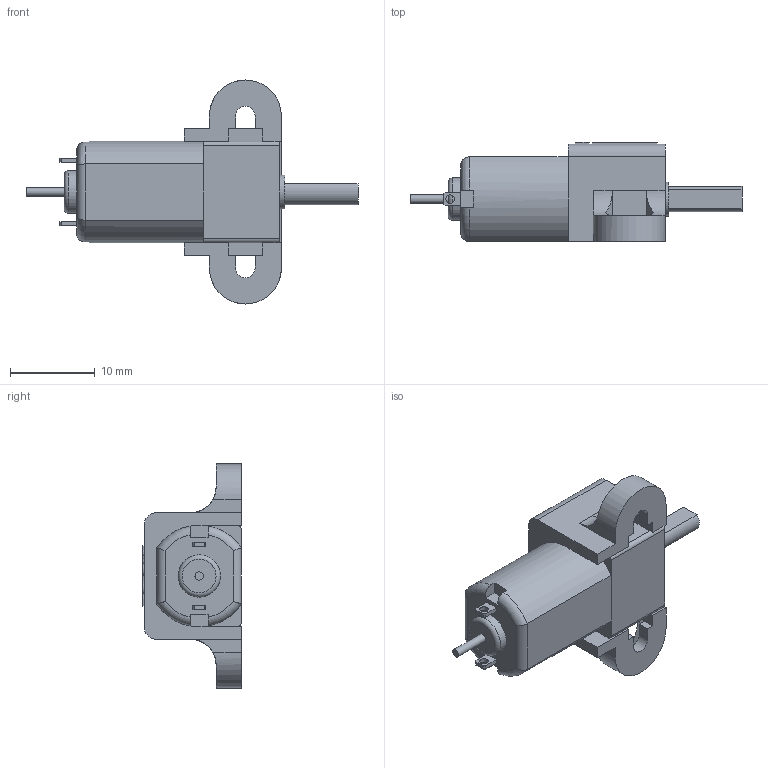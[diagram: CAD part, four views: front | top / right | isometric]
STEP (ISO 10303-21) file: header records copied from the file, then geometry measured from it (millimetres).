
FILE_DESCRIPTION(/* description */ (''),/* implementation_level */ '2;1');
FILE_NAME(/* name */ 'gearmotor_with_bracket v1.step',/* time_stamp */ '2019-06-07T11:05:54+02:00',/* author */ (''),/* organization */ (''),/* preprocessor_version */ 'ST-DEVELOPER v18',/* originating_system */ 'Autodesk Translation Framework v8.2.0.1029',/* authorisation */ '');
FILE_SCHEMA (('AUTOMOTIVE_DESIGN { 1 0 10303 214 3 1 1 }'));
Length unit declared in the file: millimetre
Products named in the file (1): gearmotor_with_bracket
Bounding box: 39.27 x 11.7 x 26.5 mm (x, y, z)
Volume: 3487.7 mm3; surface area: 1937.2 mm2
Topology: 1 solids, 2 shells, 978 faces, 2857 edges, 1903 vertices
Faces by surface type: plane 941, cylinder 32, torus 5
Full cylindrical faces by diameter (mm): 0.5 x1, 1 x3, 1.6 x2, 2.45 x2, 2.5 x2, 4 x1, 5 x1
Entity records: 32855 total; most frequent: CARTESIAN_POINT 5853, ORIENTED_EDGE 5714, DIRECTION 4892, EDGE_CURVE 2857, LINE 2752, VECTOR 2752, VERTEX_POINT 1903, AXIS2_PLACEMENT_3D 1070
